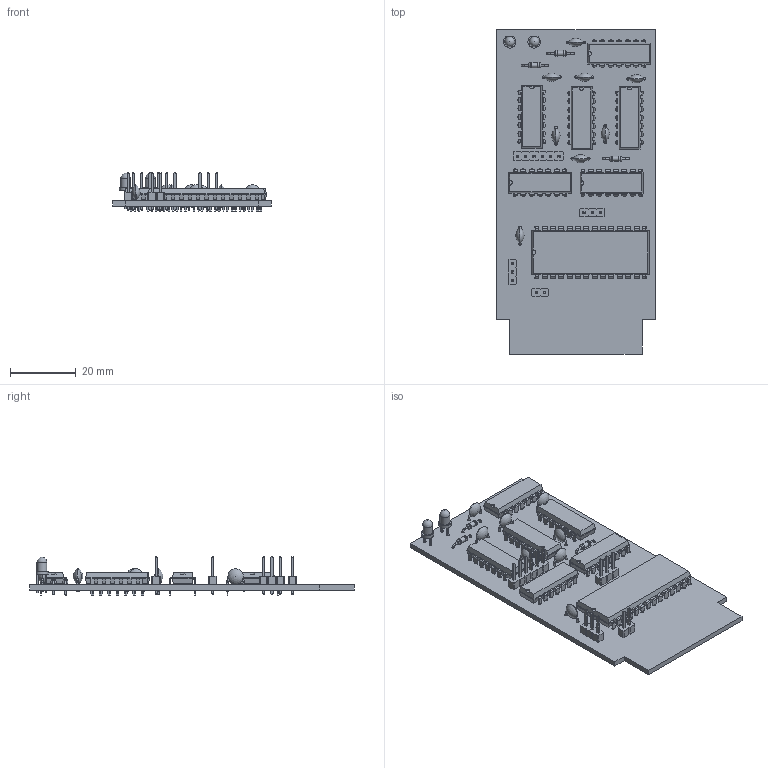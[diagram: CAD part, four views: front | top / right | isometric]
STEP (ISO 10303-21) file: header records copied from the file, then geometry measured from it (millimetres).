
FILE_DESCRIPTION(('KiCad electronic assembly'),'2;1');
FILE_NAME('SDDRIVE.step','2025-08-27T20:59:38',('Pcbnew'),('Kicad'), 'Open CASCADE STEP processor 7.8','KiCad to STEP converter','Unknown' );
FILE_SCHEMA(('AUTOMOTIVE_DESIGN { 1 0 10303 214 1 1 1 1 }'));
Length unit declared in the file: millimetre
Products named in the file (20): SDDRIVE 1; PinHeader_1x02_P2.54mm_Vertical; PinHeader_1x02_P254mm_Vertical; C_Disc_D4.7mm_W2.5mm_P5.00mm; C_Disc_D47mm_W25mm_P500mm; DIP-28_W15.24mm; R_Axial_DIN0204_L3.6mm_D1.6mm_P7.62mm_Horizontal; R_Axial_DIN0204_L36mm_D16mm_P762mm_Horizontal; PinHeader_1x06_P2.54mm_Vertical; PinHeader_1x06_P254mm_Vertical; PinHeader_1x03_P2.54mm_Vertical; PinHeader_1x03_P254mm_Vertical; DIP-16_W7.62mm; LED_D3.0mm; DIP-14_W7.62mm; SDDRIVE_PCB
Assembly tree (34 placements, depth 3):
  SDDRIVE 1
    PinHeader_1x02_P2.54mm_Vertical
      PinHeader_1x02_P254mm_Vertical
    C_Disc_D4.7mm_W2.5mm_P5.00mm  x8
      C_Disc_D47mm_W25mm_P500mm
    DIP-28_W15.24mm
      DIP-28_W15.24mm
    R_Axial_DIN0204_L3.6mm_D1.6mm_P7.62mm_Horizontal  x3
      R_Axial_DIN0204_L36mm_D16mm_P762mm_Horizontal
    PinHeader_1x06_P2.54mm_Vertical
      PinHeader_1x06_P254mm_Vertical
    PinHeader_1x03_P2.54mm_Vertical  x2
      PinHeader_1x03_P254mm_Vertical
    DIP-16_W7.62mm
      DIP-16_W7.62mm
    LED_D3.0mm  x2
      LED_D3.0mm
    DIP-14_W7.62mm  x5
      DIP-14_W7.62mm
    SDDRIVE_PCB
Bounding box: 48.1 x 98.5 x 11.84 mm (x, y, z)
Volume: 11779.5 mm3; surface area: 16689.9 mm2
Topology: 25 solids, 25 shells, 2701 faces, 7175 edges, 4550 vertices
Faces by surface type: plane 2011, cylinder 446, bspline 198, sphere 18, revolution 16, torus 12
Full cylindrical faces by diameter (mm): 0.5 x44, 0.7 x6, 0.8 x130, 0.9 x4, 1 x14, 1.44 x3, 1.6 x6, 3 x2
Entity records: 57465 total; most frequent: CARTESIAN_POINT 9538, ORIENTED_EDGE 8032, DIRECTION 7439, EDGE_CURVE 4016, LINE 3361, VECTOR 3361, VERTEX_POINT 2558, AXIS2_PLACEMENT_3D 2038
